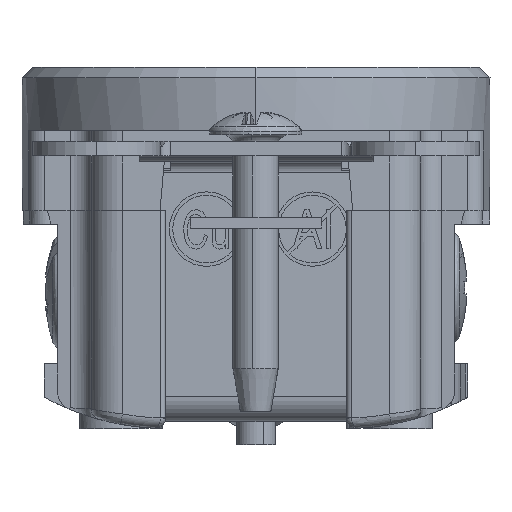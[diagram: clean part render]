
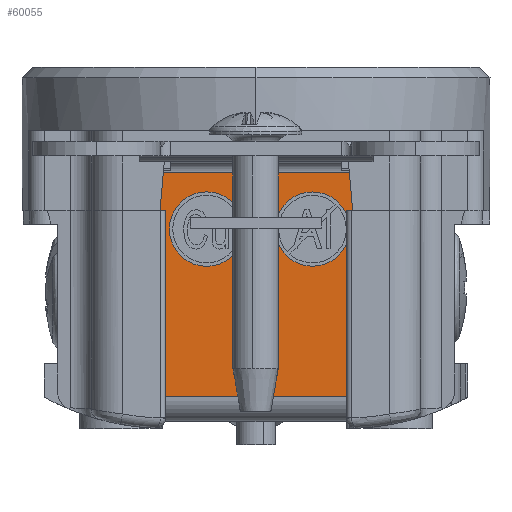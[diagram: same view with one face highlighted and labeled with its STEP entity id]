
A CAD part, front view. The second image highlights one B-rep face of the part: STEP entity #60055.
In plain terms, the highlighted planar face has unit normal (0, -1, 0).
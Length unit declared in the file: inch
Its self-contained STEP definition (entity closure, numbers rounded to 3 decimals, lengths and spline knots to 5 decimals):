
#200 = EDGE_LOOP ( 'NONE', ( #2907, #61429 ) ) ;
#1146 = AXIS2_PLACEMENT_3D ( 'NONE', #45892, #75339, #20932 ) ;
#1779 = AXIS2_PLACEMENT_3D ( 'NONE', #30439, #47105, #53473 ) ;
#2907 = ORIENTED_EDGE ( 'NONE', *, *, #26916, .F. ) ;
#3297 = CARTESIAN_POINT ( 'NONE',  ( 0.3435, -1.0575, -0.43496 ) ) ;
#4459 = DIRECTION ( 'NONE',  ( -1., 0., 0. ) ) ;
#7629 = VERTEX_POINT ( 'NONE', #35015 ) ;
#9252 = EDGE_CURVE ( 'NONE', #31251, #30542, #73130, .T. ) ;
#9987 = CARTESIAN_POINT ( 'NONE',  ( 0.3435, -1.0575, -0.987 ) ) ;
#11202 = CARTESIAN_POINT ( 'NONE',  ( -0.2655, -1.0575, -0.987 ) ) ;
#11600 = EDGE_CURVE ( 'NONE', #67608, #31251, #21922, .T. ) ;
#13080 = CARTESIAN_POINT ( 'NONE',  ( -0.14496, -1.0575, -0.4635 ) ) ;
#13259 = CIRCLE ( 'NONE', #1779, 0.3435 ) ;
#13380 = CIRCLE ( 'NONE', #28559, 0.10927 ) ;
#15367 = EDGE_CURVE ( 'NONE', #28373, #62224, #41342, .T. ) ;
#16583 = DIRECTION ( 'NONE',  ( 0., 0., -1. ) ) ;
#16647 = ORIENTED_EDGE ( 'NONE', *, *, #35967, .F. ) ;
#17176 = CARTESIAN_POINT ( 'NONE',  ( -0.3435, -1.0575, -0.956 ) ) ;
#17246 = EDGE_CURVE ( 'NONE', #40719, #28373, #22212, .T. ) ;
#17595 = ORIENTED_EDGE ( 'NONE', *, *, #44628, .T. ) ;
#17945 = DIRECTION ( 'NONE',  ( -1., 0., 0. ) ) ;
#18718 = CARTESIAN_POINT ( 'NONE',  ( -0.3435, -1.0575, -0.2975 ) ) ;
#18722 = CARTESIAN_POINT ( 'NONE',  ( 0.3435, -1.0575, -0.2975 ) ) ;
#19408 = DIRECTION ( 'NONE',  ( 0., 0., -1. ) ) ;
#20932 = DIRECTION ( 'NONE',  ( 0., 0., -1. ) ) ;
#21864 = CARTESIAN_POINT ( 'NONE',  ( 0.2655, -1.0575, -0.65291 ) ) ;
#21922 = LINE ( 'NONE', #9987, #59035 ) ;
#22212 = LINE ( 'NONE', #59070, #61687 ) ;
#22819 = AXIS2_PLACEMENT_3D ( 'NONE', #28415, #70115, #39878 ) ;
#26402 = CIRCLE ( 'NONE', #78463, 0.10902 ) ;
#26916 = EDGE_CURVE ( 'NONE', #7629, #45011, #26402, .T. ) ;
#27172 = CARTESIAN_POINT ( 'NONE',  ( 0.3435, -1.0575, -0.2975 ) ) ;
#27194 = CARTESIAN_POINT ( 'NONE',  ( -0.14496, -1.0575, -0.57278 ) ) ;
#28373 = VERTEX_POINT ( 'NONE', #65560 ) ;
#28415 = CARTESIAN_POINT ( 'NONE',  ( 0.3435, -1.0575, -0.987 ) ) ;
#28559 = AXIS2_PLACEMENT_3D ( 'NONE', #35607, #53857, #72574 ) ;
#28803 = FACE_BOUND ( 'NONE', #200, .T. ) ;
#30418 = EDGE_CURVE ( 'NONE', #40354, #62224, #48057, .T. ) ;
#30439 = CARTESIAN_POINT ( 'NONE',  ( 0., -1.0575, -0.43496 ) ) ;
#30542 = VERTEX_POINT ( 'NONE', #18718 ) ;
#31251 = VERTEX_POINT ( 'NONE', #27172 ) ;
#31269 = LINE ( 'NONE', #56637, #49493 ) ;
#31877 = CARTESIAN_POINT ( 'NONE',  ( -0.2655, -1.0575, -0.65291 ) ) ;
#33546 = FACE_OUTER_BOUND ( 'NONE', #71071, .T. ) ;
#33664 = VERTEX_POINT ( 'NONE', #68641 ) ;
#34574 = CARTESIAN_POINT ( 'NONE',  ( -0.2655, -1.0575, -0.956 ) ) ;
#34600 = CIRCLE ( 'NONE', #66313, 0.10927 ) ;
#35015 = CARTESIAN_POINT ( 'NONE',  ( 0.1657, -1.0575, -0.57253 ) ) ;
#35380 = DIRECTION ( 'NONE',  ( 0., 0., -1. ) ) ;
#35607 = CARTESIAN_POINT ( 'NONE',  ( -0.14496, -1.0575, -0.4635 ) ) ;
#35901 = CARTESIAN_POINT ( 'NONE',  ( 0.1657, -1.0575, -0.4635 ) ) ;
#35967 = EDGE_CURVE ( 'NONE', #33664, #40152, #34600, .T. ) ;
#36719 = VECTOR ( 'NONE', #35380, 39.37008 ) ;
#37518 = ORIENTED_EDGE ( 'NONE', *, *, #15367, .F. ) ;
#38959 = DIRECTION ( 'NONE',  ( 0., 0., 1. ) ) ;
#39878 = DIRECTION ( 'NONE',  ( 0., 0., 1. ) ) ;
#40152 = VERTEX_POINT ( 'NONE', #27194 ) ;
#40354 = VERTEX_POINT ( 'NONE', #31877 ) ;
#40719 = VERTEX_POINT ( 'NONE', #21864 ) ;
#40837 = CARTESIAN_POINT ( 'NONE',  ( -0.3435, -1.0575, -0.43496 ) ) ;
#41342 = LINE ( 'NONE', #17176, #64932 ) ;
#41597 = EDGE_CURVE ( 'NONE', #67608, #40719, #63223, .T. ) ;
#41668 = AXIS2_PLACEMENT_3D ( 'NONE', #70983, #77352, #16583 ) ;
#41847 = DIRECTION ( 'NONE',  ( 0., 0., -1. ) ) ;
#42463 = ORIENTED_EDGE ( 'NONE', *, *, #45420, .F. ) ;
#44330 = EDGE_LOOP ( 'NONE', ( #42463, #16647 ) ) ;
#44628 = EDGE_CURVE ( 'NONE', #48975, #40354, #13259, .T. ) ;
#44859 = ORIENTED_EDGE ( 'NONE', *, *, #11600, .T. ) ;
#45011 = VERTEX_POINT ( 'NONE', #63645 ) ;
#45420 = EDGE_CURVE ( 'NONE', #40152, #33664, #13380, .T. ) ;
#45892 = CARTESIAN_POINT ( 'NONE',  ( 0.1657, -1.0575, -0.4635 ) ) ;
#47007 = DIRECTION ( 'NONE',  ( 0., -1., 0. ) ) ;
#47105 = DIRECTION ( 'NONE',  ( 0., -1., 0. ) ) ;
#48057 = LINE ( 'NONE', #11202, #36719 ) ;
#48975 = VERTEX_POINT ( 'NONE', #40837 ) ;
#49493 = VECTOR ( 'NONE', #56242, 39.37008 ) ;
#50510 = CIRCLE ( 'NONE', #1146, 0.10902 ) ;
#50542 = EDGE_CURVE ( 'NONE', #45011, #7629, #50510, .T. ) ;
#51424 = ORIENTED_EDGE ( 'NONE', *, *, #17246, .F. ) ;
#53473 = DIRECTION ( 'NONE',  ( 0., 0., 1. ) ) ;
#53857 = DIRECTION ( 'NONE',  ( 0., -1., 0. ) ) ;
#56078 = VECTOR ( 'NONE', #17945, 39.37008 ) ;
#56242 = DIRECTION ( 'NONE',  ( 0., 0., -1. ) ) ;
#56637 = CARTESIAN_POINT ( 'NONE',  ( -0.3435, -1.0575, -0.987 ) ) ;
#59035 = VECTOR ( 'NONE', #38959, 39.37008 ) ;
#59070 = CARTESIAN_POINT ( 'NONE',  ( 0.2655, -1.0575, -1.029 ) ) ;
#60055 = ADVANCED_FACE ( 'NONE', ( #70505, #28803, #33546 ), #63746, .F. ) ;
#61059 = ORIENTED_EDGE ( 'NONE', *, *, #30418, .T. ) ;
#61429 = ORIENTED_EDGE ( 'NONE', *, *, #50542, .F. ) ;
#61687 = VECTOR ( 'NONE', #63491, 39.37008 ) ;
#62224 = VERTEX_POINT ( 'NONE', #34574 ) ;
#63223 = CIRCLE ( 'NONE', #41668, 0.3435 ) ;
#63491 = DIRECTION ( 'NONE',  ( 0., 0., -1. ) ) ;
#63645 = CARTESIAN_POINT ( 'NONE',  ( 0.1657, -1.0575, -0.35448 ) ) ;
#63746 = PLANE ( 'NONE',  #22819 ) ;
#64567 = ORIENTED_EDGE ( 'NONE', *, *, #70594, .T. ) ;
#64932 = VECTOR ( 'NONE', #4459, 39.37008 ) ;
#65560 = CARTESIAN_POINT ( 'NONE',  ( 0.2655, -1.0575, -0.956 ) ) ;
#66313 = AXIS2_PLACEMENT_3D ( 'NONE', #13080, #68612, #19408 ) ;
#67608 = VERTEX_POINT ( 'NONE', #3297 ) ;
#68612 = DIRECTION ( 'NONE',  ( 0., -1., 0. ) ) ;
#68641 = CARTESIAN_POINT ( 'NONE',  ( -0.14496, -1.0575, -0.35423 ) ) ;
#69847 = ORIENTED_EDGE ( 'NONE', *, *, #9252, .T. ) ;
#70115 = DIRECTION ( 'NONE',  ( 0., 1., 0. ) ) ;
#70505 = FACE_BOUND ( 'NONE', #44330, .T. ) ;
#70594 = EDGE_CURVE ( 'NONE', #30542, #48975, #31269, .T. ) ;
#70983 = CARTESIAN_POINT ( 'NONE',  ( 0., -1.0575, -0.43496 ) ) ;
#71071 = EDGE_LOOP ( 'NONE', ( #61059, #37518, #51424, #73391, #44859, #69847, #64567, #17595 ) ) ;
#72574 = DIRECTION ( 'NONE',  ( 0., 0., -1. ) ) ;
#73130 = LINE ( 'NONE', #18722, #56078 ) ;
#73391 = ORIENTED_EDGE ( 'NONE', *, *, #41597, .F. ) ;
#75339 = DIRECTION ( 'NONE',  ( 0., -1., 0. ) ) ;
#77352 = DIRECTION ( 'NONE',  ( 0., 1., 0. ) ) ;
#78463 = AXIS2_PLACEMENT_3D ( 'NONE', #35901, #47007, #41847 ) ;
